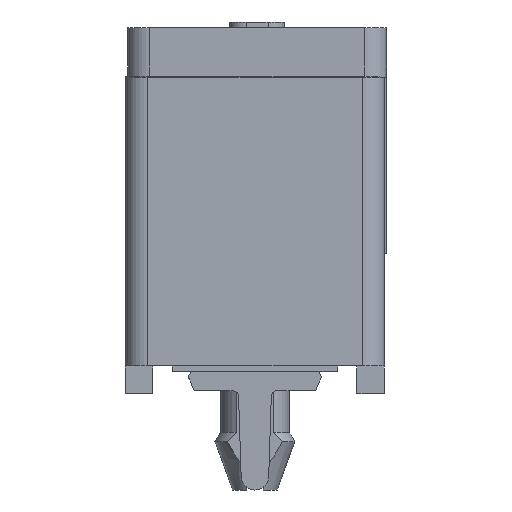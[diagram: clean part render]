
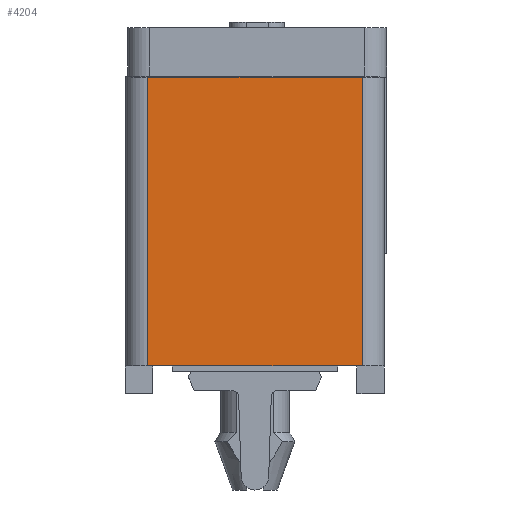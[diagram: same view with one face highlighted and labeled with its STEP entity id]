
A CAD part, left-side view. The second image highlights one B-rep face of the part: STEP entity #4204.
In plain terms, the highlighted planar face has unit normal (-1, 0, 0).
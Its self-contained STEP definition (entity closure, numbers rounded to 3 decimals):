
#593 = VERTEX_POINT('',#594);
#594 = CARTESIAN_POINT('',(-12.074,-3.872,
    -7.041));
#601 = EDGE_CURVE('',#593,#602,#604,.T.);
#602 = VERTEX_POINT('',#603);
#603 = CARTESIAN_POINT('',(-12.074,3.928,
    -7.041));
#604 = LINE('',#605,#606);
#605 = CARTESIAN_POINT('',(-12.074,-3.872,
    -7.041));
#606 = VECTOR('',#607,1.);
#607 = DIRECTION('',(0.,1.,0.));
#1860 = VERTEX_POINT('',#1861);
#1861 = CARTESIAN_POINT('',(-12.074,3.928,
    3.459));
#1868 = EDGE_CURVE('',#1860,#1869,#1871,.T.);
#1869 = VERTEX_POINT('',#1870);
#1870 = CARTESIAN_POINT('',(-12.074,-3.872,
    3.459));
#1871 = LINE('',#1872,#1873);
#1872 = CARTESIAN_POINT('',(-12.074,3.928,
    3.459));
#1873 = VECTOR('',#1874,1.);
#1874 = DIRECTION('',(0.,-1.,0.));
#4204 = ADVANCED_FACE('',(#4205),#4221,.T.);
#4205 = FACE_BOUND('',#4206,.T.);
#4206 = EDGE_LOOP('',(#4207,#4213,#4214,#4220));
#4207 = ORIENTED_EDGE('',*,*,#4208,.T.);
#4208 = EDGE_CURVE('',#593,#1869,#4209,.T.);
#4209 = LINE('',#4210,#4211);
#4210 = CARTESIAN_POINT('',(-12.074,-3.872,
    -7.041));
#4211 = VECTOR('',#4212,1.);
#4212 = DIRECTION('',(0.,0.,1.));
#4213 = ORIENTED_EDGE('',*,*,#1868,.F.);
#4214 = ORIENTED_EDGE('',*,*,#4215,.T.);
#4215 = EDGE_CURVE('',#1860,#602,#4216,.T.);
#4216 = LINE('',#4217,#4218);
#4217 = CARTESIAN_POINT('',(-12.074,3.928,
    3.459));
#4218 = VECTOR('',#4219,1.);
#4219 = DIRECTION('',(0.,0.,-1.));
#4220 = ORIENTED_EDGE('',*,*,#601,.F.);
#4221 = PLANE('',#4222);
#4222 = AXIS2_PLACEMENT_3D('',#4223,#4224,#4225);
#4223 = CARTESIAN_POINT('',(-12.074,-4.067,
    3.722));
#4224 = DIRECTION('',(-1.,0.,0.));
#4225 = DIRECTION('',(0.,1.,0.));
